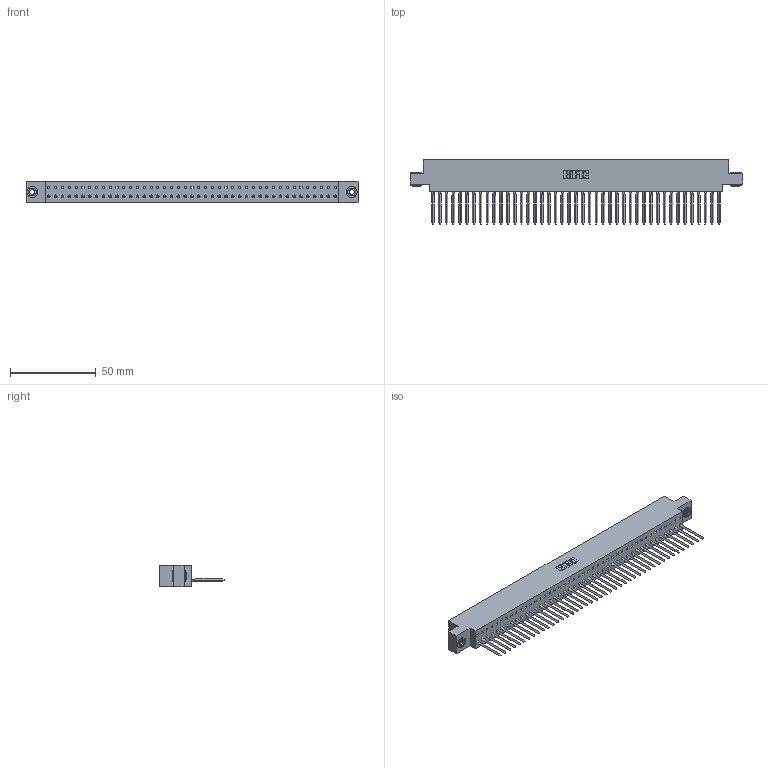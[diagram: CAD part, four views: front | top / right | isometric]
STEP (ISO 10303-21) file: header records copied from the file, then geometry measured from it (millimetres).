
FILE_DESCRIPTION (( 'STEP AP203' ), '1' );
FILE_NAME ('317-043-542-603.STEP', '2020-02-28T01:42:06', ( '' ), ( '' ), 'SwSTEP 2.0', 'SolidWorks 2016', '' );
FILE_SCHEMA (( 'CONFIG_CONTROL_DESIGN' ));
Length unit declared in the file: inch
Products named in the file (4): 317 Part_.156 Dia - TH; 317-043-542-603; 317-290-003_542; 345-250-002_345-250-002-102
Assembly tree (46 placements, depth 2):
  317-043-542-603
    317 Part_.156 Dia - TH
    317-290-003_542  x43
    345-250-002_345-250-002-102  x2
Bounding box: 193.09 x 37.34 x 12.7 mm (x, y, z)
Volume: 29873.3 mm3; surface area: 36685.9 mm2
Topology: 46 solids, 46 shells, 3365 faces, 9682 edges, 6250 vertices
Faces by surface type: plane 2820, cylinder 365, bspline 172, cone 8
Entity records: 60308 total; most frequent: CARTESIAN_POINT 10937, ORIENTED_EDGE 10636, DIRECTION 8898, EDGE_CURVE 5318, LINE 5124, VECTOR 5124, VERTEX_POINT 3538, AXIS2_PLACEMENT_3D 1887
